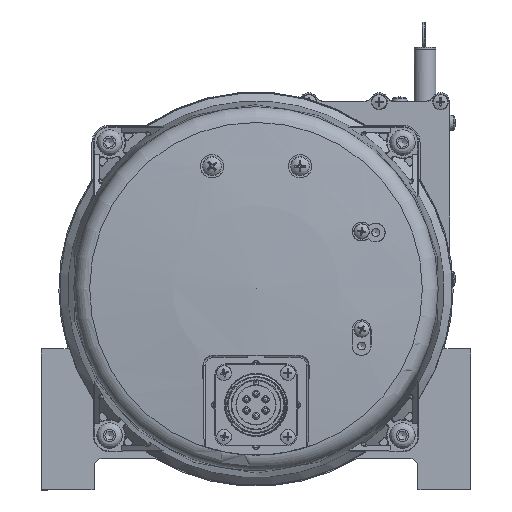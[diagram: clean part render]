
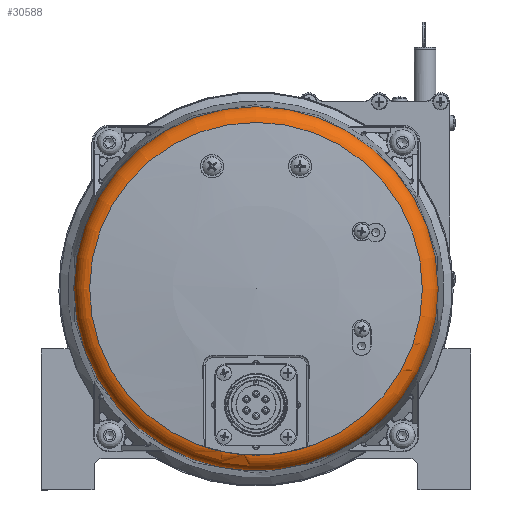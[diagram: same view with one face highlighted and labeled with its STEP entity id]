
A CAD part, top view. The second image highlights one B-rep face of the part: STEP entity #30588.
In plain terms, the highlighted toroidal (fillet/blend) face has major radius 59.326 mm and minor radius 6.35 mm.
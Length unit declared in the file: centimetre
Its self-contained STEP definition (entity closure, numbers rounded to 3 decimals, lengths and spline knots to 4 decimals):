
#5392=TOROIDAL_SURFACE('',#33177,5.9326,0.635);
#5758=FACE_BOUND('',#8892,.T.);
#6799=FACE_OUTER_BOUND('',#8891,.T.);
#8891=EDGE_LOOP('',(#22471,#22472));
#8892=EDGE_LOOP('',(#22473));
#10949=CIRCLE('',#33178,6.0004);
#10950=CIRCLE('',#33179,6.0004);
#10951=CIRCLE('',#33180,6.5672);
#13191=VERTEX_POINT('',#55775);
#13192=VERTEX_POINT('',#55776);
#13193=VERTEX_POINT('',#55779);
#16652=EDGE_CURVE('',#13191,#13192,#10949,.T.);
#16653=EDGE_CURVE('',#13191,#13192,#10950,.T.);
#16654=EDGE_CURVE('',#13193,#13193,#10951,.T.);
#22471=ORIENTED_EDGE('',*,*,#16652,.T.);
#22472=ORIENTED_EDGE('',*,*,#16653,.F.);
#22473=ORIENTED_EDGE('',*,*,#16654,.T.);
#30588=ADVANCED_FACE('',(#6799,#5758),#5392,.T.);
#33177=AXIS2_PLACEMENT_3D('',#55774,#38598,#38599);
#33178=AXIS2_PLACEMENT_3D('',#55777,#38600,#38601);
#33179=AXIS2_PLACEMENT_3D('',#55778,#38602,#38603);
#33180=AXIS2_PLACEMENT_3D('',#55780,#38604,#38605);
#38598=DIRECTION('center_axis',(0.,0.,-1.));
#38599=DIRECTION('ref_axis',(-1.,0.,0.));
#38600=DIRECTION('center_axis',(0.,0.,-1.));
#38601=DIRECTION('ref_axis',(-1.,0.,0.));
#38602=DIRECTION('center_axis',(0.,0.,1.));
#38603=DIRECTION('ref_axis',(-1.,0.,0.));
#38604=DIRECTION('center_axis',(0.,0.,1.));
#38605=DIRECTION('ref_axis',(-1.,0.,0.));
#55774=CARTESIAN_POINT('Origin',(0.,0.,
10.541));
#55775=CARTESIAN_POINT('',(-2.1065,-5.6185,11.1724));
#55776=CARTESIAN_POINT('',(2.1065,-5.6185,11.1724));
#55777=CARTESIAN_POINT('Origin',(0.,0.,
11.1724));
#55778=CARTESIAN_POINT('Origin',(0.,0.,
11.1724));
#55779=CARTESIAN_POINT('',(6.5672,0.,10.5632));
#55780=CARTESIAN_POINT('Origin',(0.,0.,
10.5632));
